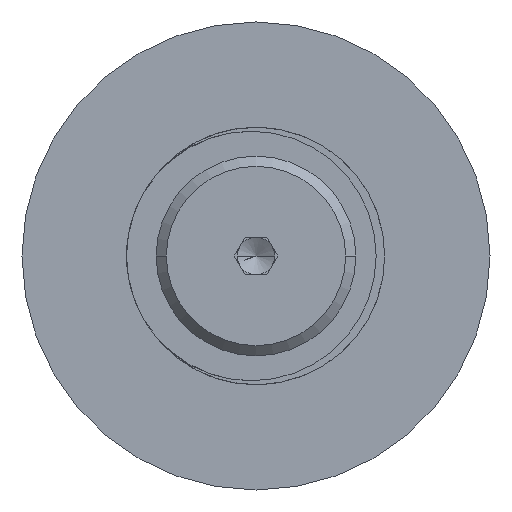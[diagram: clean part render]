
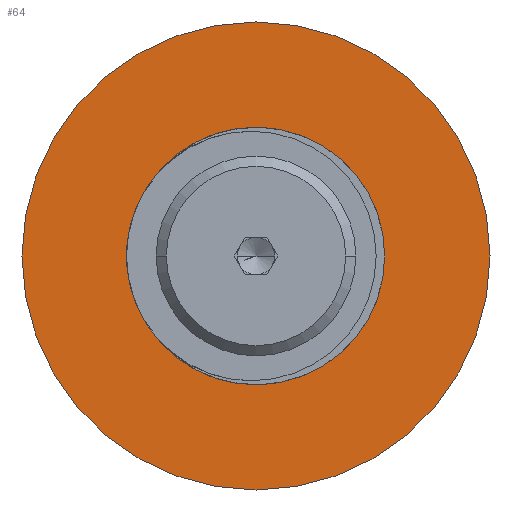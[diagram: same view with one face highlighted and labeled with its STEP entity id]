
A CAD part, left-side view. The second image highlights one B-rep face of the part: STEP entity #64.
In plain terms, the highlighted planar face has unit normal (-1, 0, 0).
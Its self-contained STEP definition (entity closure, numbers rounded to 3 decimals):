
#64=ADVANCED_FACE('',(#112,#113),#114,.T.);
#112=FACE_OUTER_BOUND('',#170,.T.);
#113=FACE_BOUND('',#171,.T.);
#114=PLANE('',#172);
#170=EDGE_LOOP('',(#322,#323));
#171=EDGE_LOOP('',(#324,#325));
#172=AXIS2_PLACEMENT_3D('',#326,#327,#328);
#322=ORIENTED_EDGE('',*,*,#401,.F.);
#323=ORIENTED_EDGE('',*,*,#440,.F.);
#324=ORIENTED_EDGE('',*,*,#408,.T.);
#325=ORIENTED_EDGE('',*,*,#438,.T.);
#326=CARTESIAN_POINT('',(-74.4,58.125,0.0));
#327=DIRECTION('',(-1.0,0.,0.0));
#328=DIRECTION('',(0.,-1.0,-0.0));
#401=EDGE_CURVE('',#469,#472,#473,.T.);
#408=EDGE_CURVE('',#478,#484,#486,.T.);
#438=EDGE_CURVE('',#484,#478,#533,.T.);
#440=EDGE_CURVE('',#472,#469,#535,.T.);
#469=VERTEX_POINT('',#572);
#472=VERTEX_POINT('',#576);
#473=CIRCLE('',#577,75.0);
#478=VERTEX_POINT('',#583);
#484=VERTEX_POINT('',#590);
#486=CIRCLE('',#593,41.25);
#533=CIRCLE('',#660,41.25);
#535=CIRCLE('',#662,75.0);
#572=CARTESIAN_POINT('',(-74.4,75.0,0.0));
#576=CARTESIAN_POINT('',(-74.4,-75.0,0.));
#577=AXIS2_PLACEMENT_3D('',#691,#692,#693);
#583=CARTESIAN_POINT('',(-74.4,41.25,0.0));
#590=CARTESIAN_POINT('',(-74.4,-41.25,0.));
#593=AXIS2_PLACEMENT_3D('',#706,#707,#708);
#660=AXIS2_PLACEMENT_3D('',#756,#757,#758);
#662=AXIS2_PLACEMENT_3D('',#762,#763,#764);
#691=CARTESIAN_POINT('',(-74.4,0.0,0.0));
#692=DIRECTION('',(1.0,0.0,0.0));
#693=DIRECTION('',(0.0,1.0,0.0));
#706=CARTESIAN_POINT('',(-74.4,0.0,0.0));
#707=DIRECTION('',(1.0,0.0,0.0));
#708=DIRECTION('',(0.0,1.0,0.0));
#756=CARTESIAN_POINT('',(-74.4,0.0,0.0));
#757=DIRECTION('',(1.0,0.0,0.0));
#758=DIRECTION('',(0.0,1.0,0.0));
#762=CARTESIAN_POINT('',(-74.4,0.0,0.0));
#763=DIRECTION('',(1.0,0.0,0.0));
#764=DIRECTION('',(0.0,1.0,0.0));
